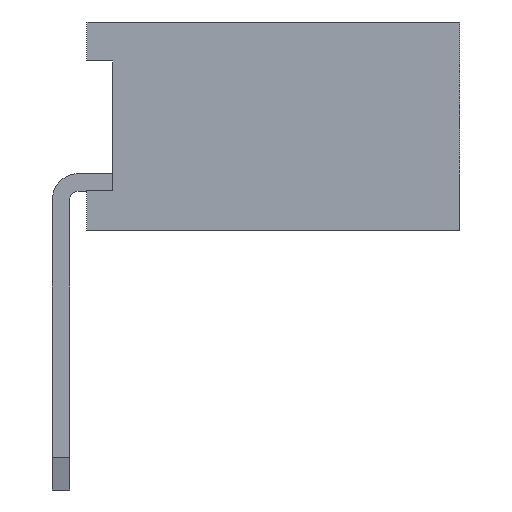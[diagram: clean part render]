
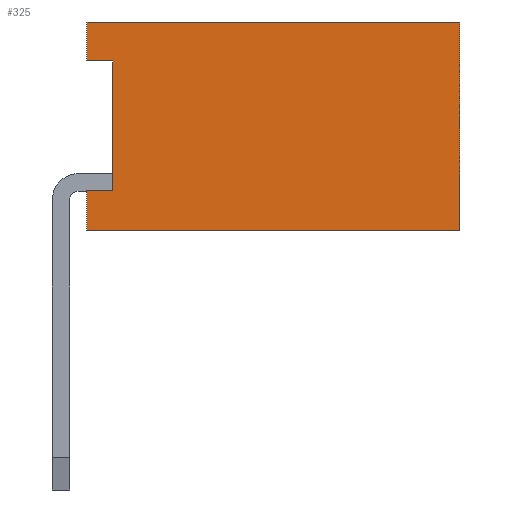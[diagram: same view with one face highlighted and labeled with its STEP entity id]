
A CAD part, left-side view. The second image highlights one B-rep face of the part: STEP entity #325.
In plain terms, the highlighted planar face has unit normal (-1, 0, 0).
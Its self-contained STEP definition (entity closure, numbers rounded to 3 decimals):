
#325=ADVANCED_FACE('',(#12099),#12101,.T.);
#12099=FACE_BOUND('',#12100,.T.);
#12100=EDGE_LOOP('',(#21485,#21486,#21487,#21488,#21489,#21490,#21491,#21492));
#12101=PLANE('',#12102);
#12102=AXIS2_PLACEMENT_3D('',#12103,#12104,#12105);
#12103=CARTESIAN_POINT('',(-1.,-4.6,0.));
#12104=DIRECTION('',(-1.,0.,0.));
#12105=DIRECTION('',(0.,0.,1.));
#21485=ORIENTED_EDGE('',*,*,#28509,.T.);
#21486=ORIENTED_EDGE('',*,*,#28601,.T.);
#21487=ORIENTED_EDGE('',*,*,#28422,.T.);
#21488=ORIENTED_EDGE('',*,*,#28600,.F.);
#21489=ORIENTED_EDGE('',*,*,#28602,.F.);
#21490=ORIENTED_EDGE('',*,*,#28603,.T.);
#21491=ORIENTED_EDGE('',*,*,#28604,.T.);
#21492=ORIENTED_EDGE('',*,*,#28595,.F.);
#28422=EDGE_CURVE('',#31988,#31985,#31989,.F.);
#28509=EDGE_CURVE('',#32162,#32160,#32163,.F.);
#28595=EDGE_CURVE('',#32162,#32327,#32328,.T.);
#28600=EDGE_CURVE('',#32334,#31985,#32336,.T.);
#28601=EDGE_CURVE('',#32160,#31988,#32337,.T.);
#28602=EDGE_CURVE('',#32338,#32334,#32339,.T.);
#28603=EDGE_CURVE('',#32338,#32340,#32341,.T.);
#28604=EDGE_CURVE('',#32340,#32327,#32342,.T.);
#31985=VERTEX_POINT('',#37845);
#31988=VERTEX_POINT('',#37850);
#31989=LINE('',#37851,#37852);
#32160=VERTEX_POINT('',#38194);
#32162=VERTEX_POINT('',#38198);
#32163=LINE('',#38199,#38200);
#32327=VERTEX_POINT('',#38535);
#32328=LINE('',#38536,#38537);
#32334=VERTEX_POINT('',#38550);
#32336=LINE('',#38554,#38555);
#32337=LINE('',#38557,#38558);
#32338=VERTEX_POINT('',#38560);
#32339=LINE('',#38561,#38562);
#32340=VERTEX_POINT('',#38564);
#32341=LINE('',#38565,#38566);
#32342=LINE('',#38568,#38569);
#37845=CARTESIAN_POINT('',(-1.,-0.3,0.45));
#37850=CARTESIAN_POINT('',(-1.,-0.6,0.45));
#37851=CARTESIAN_POINT('',(-1.,-0.3,0.45));
#37852=VECTOR('',#37853,1.);
#37853=DIRECTION('',(0.,-1.,0.));
#38194=CARTESIAN_POINT('',(-1.,-0.6,1.95));
#38198=CARTESIAN_POINT('',(-1.,-0.3,1.95));
#38199=CARTESIAN_POINT('',(-1.,-0.6,1.95));
#38200=VECTOR('',#38201,1.);
#38201=DIRECTION('',(0.,1.,0.));
#38535=CARTESIAN_POINT('',(-1.,-0.3,2.4));
#38536=CARTESIAN_POINT('',(-1.,-0.3,1.95));
#38537=VECTOR('',#38538,1.);
#38538=DIRECTION('',(0.,0.,1.));
#38550=CARTESIAN_POINT('',(-1.,-0.3,0.));
#38554=CARTESIAN_POINT('',(-1.,-0.3,0.));
#38555=VECTOR('',#38556,1.);
#38556=DIRECTION('',(0.,0.,1.));
#38557=CARTESIAN_POINT('',(-1.,-0.6,1.95));
#38558=VECTOR('',#38559,1.);
#38559=DIRECTION('',(0.,0.,-1.));
#38560=CARTESIAN_POINT('',(-1.,-4.6,0.));
#38561=CARTESIAN_POINT('',(-1.,-4.6,0.));
#38562=VECTOR('',#38563,1.);
#38563=DIRECTION('',(0.,1.,0.));
#38564=CARTESIAN_POINT('',(-1.,-4.6,2.4));
#38565=CARTESIAN_POINT('',(-1.,-4.6,0.));
#38566=VECTOR('',#38567,1.);
#38567=DIRECTION('',(0.,0.,1.));
#38568=CARTESIAN_POINT('',(-1.,-4.6,2.4));
#38569=VECTOR('',#38570,1.);
#38570=DIRECTION('',(0.,1.,0.));
